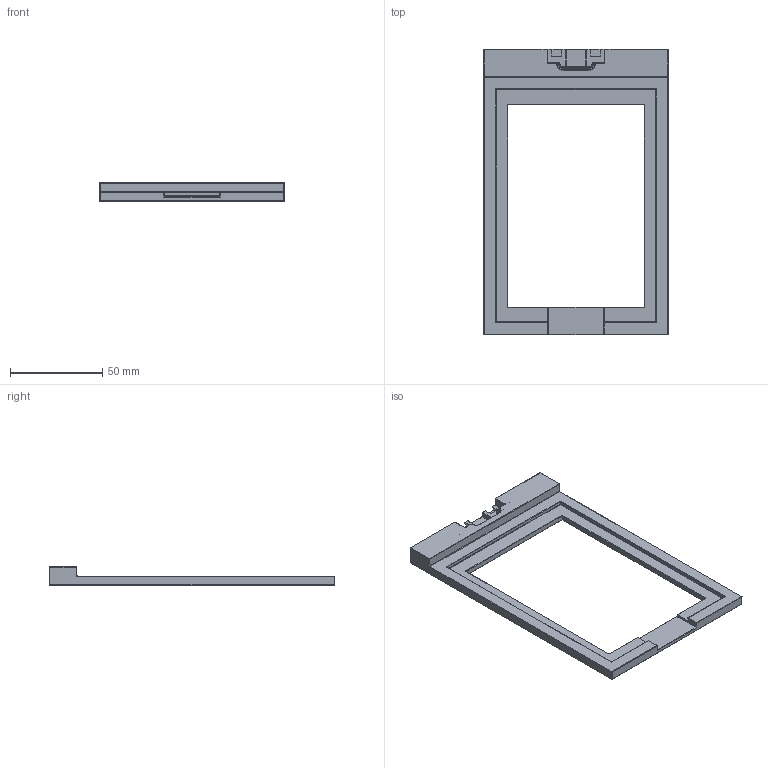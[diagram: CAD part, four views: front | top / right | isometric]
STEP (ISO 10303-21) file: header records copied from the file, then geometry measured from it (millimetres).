
FILE_DESCRIPTION(/* description */ ('STEP AP242','CAx-IF Rec.Pracs.---Representation and Presentation of Product Manufacturing Information (PMI)---4.0---2014-10-13','CAx-IF Rec.Pracs.---3D Tessellated Geometry---0.4---2014-09-14','2;1'),/* implementation_level */ '2;1');
FILE_NAME(/* name */ '68e833b77e0240ee4c43e3f4',/* time_stamp */ '2025-10-09T22:14:16Z',/* author */ (''),/* organization */ (''),/* preprocessor_version */ 'ST-DEVELOPER v20',/* originating_system */ 'ONSHAPE BY PTC INC, 1.204',/* authorisation */ ' ');
FILE_SCHEMA (('AP242_MANAGED_MODEL_BASED_3D_ENGINEERING_MIM_LF { 1 0 10303 442 1 1 4 }'));
Length unit declared in the file: metre
Products named in the file (1): holder base
Bounding box: 100 x 155 x 10 mm (x, y, z)
Volume: 35286.9 mm3; surface area: 21127.2 mm2
Topology: 1 solids, 7 shells, 372 faces, 843 edges, 450 vertices
Faces by surface type: cylinder 173, plane 85, torus 68, sphere 38, bspline 8
Full cylindrical faces by diameter (mm): 5.2 x4
Entity records: 10043 total; most frequent: DIRECTION 1939, CARTESIAN_POINT 1760, ORIENTED_EDGE 1602, EDGE_CURVE 801, AXIS2_PLACEMENT_3D 785, VERTEX_POINT 450, CIRCLE 400, EDGE_LOOP 381
